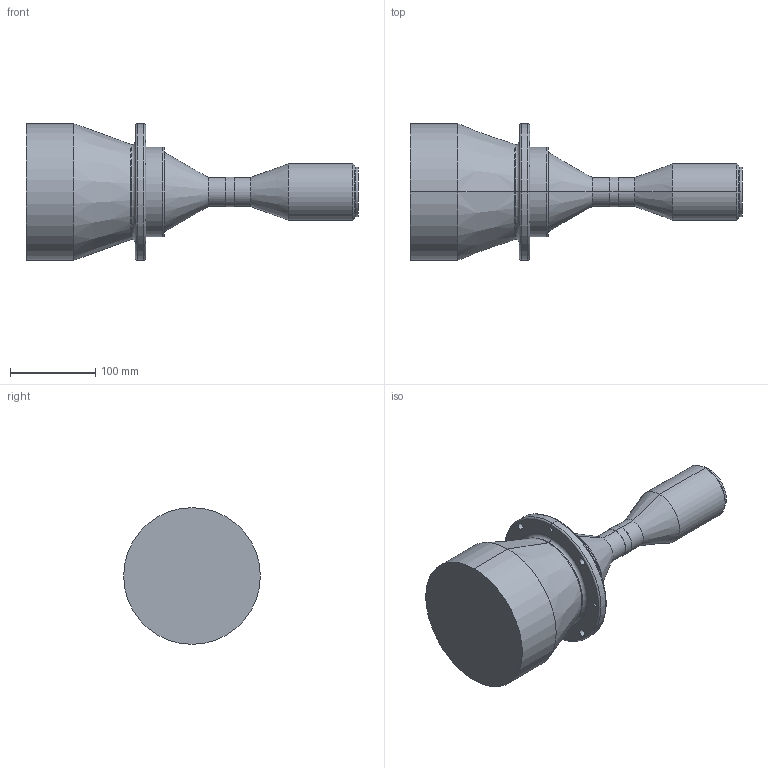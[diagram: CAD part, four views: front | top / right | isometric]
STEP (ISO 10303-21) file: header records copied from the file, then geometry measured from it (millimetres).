
FILE_DESCRIPTION (( 'STEP AP203' ), '1' );
FILE_NAME ('DTCM71M-120H-M58-AL.STEP', '2020-01-17T10:03:18', ( 'Windows 蚚誧' ), ( '' ), 'SwSTEP 2.0', 'SolidWorks 2017', '' );
FILE_SCHEMA (( 'CONFIG_CONTROL_DESIGN' ));
Length unit declared in the file: millimetre
Products named in the file (1): DTCM71M-120H-M58-AL
Bounding box: 388.5 x 160 x 160 mm (x, y, z)
Volume: 3164724.3 mm3; surface area: 161835.5 mm2
Topology: 1 solids, 1 shells, 61 faces, 136 edges, 84 vertices
Faces by surface type: cylinder 34, torus 10, plane 9, cone 8
Entity records: 1833 total; most frequent: DIRECTION 354, CARTESIAN_POINT 282, ORIENTED_EDGE 272, AXIS2_PLACEMENT_3D 156, EDGE_CURVE 136, CIRCLE 94, EDGE_LOOP 84, VERTEX_POINT 84
